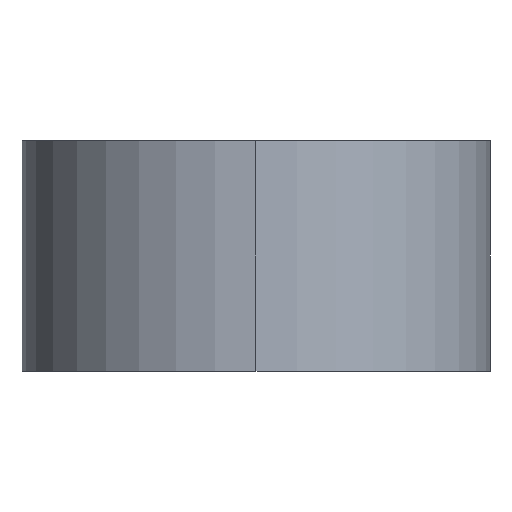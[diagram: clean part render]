
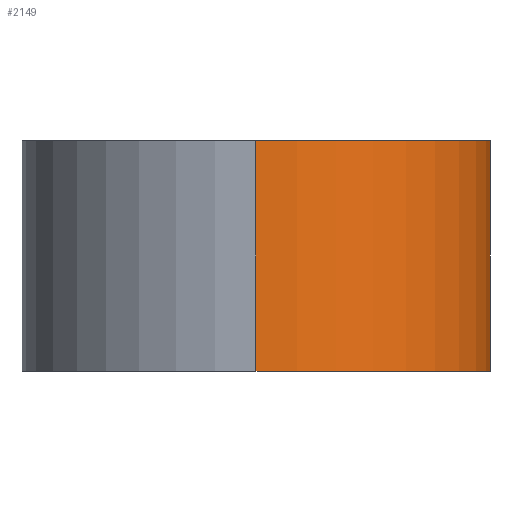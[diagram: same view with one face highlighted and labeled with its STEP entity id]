
A CAD part, left-side view. The second image highlights one B-rep face of the part: STEP entity #2149.
In plain terms, the highlighted cylindrical face has radius 6.2 mm (diameter 12.4 mm), a partial arc.
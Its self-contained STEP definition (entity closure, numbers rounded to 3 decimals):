
#130 = CARTESIAN_POINT ( 'NONE',  ( -18.9, 0., -3.05 ) ) ;
#273 = VECTOR ( 'NONE', #3295, 1000. ) ;
#288 = LINE ( 'NONE', #2893, #273 ) ;
#400 = VECTOR ( 'NONE', #2460, 1000. ) ;
#416 = LINE ( 'NONE', #2007, #400 ) ;
#458 = DIRECTION ( 'NONE',  ( 0., 0., 1. ) ) ;
#531 = CIRCLE ( 'NONE', #3316, 6.2 ) ;
#574 = EDGE_LOOP ( 'NONE', ( #4135, #3607, #3605, #3498 ) ) ;
#592 = CIRCLE ( 'NONE', #3142, 6.2 ) ;
#1292 = VERTEX_POINT ( 'NONE', #2458 ) ;
#1442 = CARTESIAN_POINT ( 'NONE',  ( -12.7, 0., -3.05 ) ) ;
#1784 = DIRECTION ( 'NONE',  ( 1., 0., 0. ) ) ;
#2007 = CARTESIAN_POINT ( 'NONE',  ( -12.7, -6.2, 42.832 ) ) ;
#2149 = ADVANCED_FACE ( 'NONE', ( #2419 ), #2409, .T. ) ;
#2189 = CARTESIAN_POINT ( 'NONE',  ( -12.7, -6.2, -3.05 ) ) ;
#2409 = CYLINDRICAL_SURFACE ( 'NONE', #2772, 6.2 ) ;
#2419 = FACE_OUTER_BOUND ( 'NONE', #574, .T. ) ;
#2458 = CARTESIAN_POINT ( 'NONE',  ( -12.7, -6.2, 3.05 ) ) ;
#2460 = DIRECTION ( 'NONE',  ( 0., 0., -1. ) ) ;
#2573 = CARTESIAN_POINT ( 'NONE',  ( -12.7, 0., 3.05 ) ) ;
#2642 = DIRECTION ( 'NONE',  ( 0., 0., -1. ) ) ;
#2684 = CARTESIAN_POINT ( 'NONE',  ( -12.7, 0., 42.832 ) ) ;
#2772 = AXIS2_PLACEMENT_3D ( 'NONE', #2684, #2642, #3049 ) ;
#2893 = CARTESIAN_POINT ( 'NONE',  ( -18.9, 0., 42.832 ) ) ;
#2923 = DIRECTION ( 'NONE',  ( 1., 0., 0. ) ) ;
#3049 = DIRECTION ( 'NONE',  ( -1., 0., 0. ) ) ;
#3142 = AXIS2_PLACEMENT_3D ( 'NONE', #2573, #458, #2923 ) ;
#3295 = DIRECTION ( 'NONE',  ( 0., 0., -1. ) ) ;
#3316 = AXIS2_PLACEMENT_3D ( 'NONE', #1442, #4180, #1784 ) ;
#3498 = ORIENTED_EDGE ( 'NONE', *, *, #3750, .F. ) ;
#3530 = EDGE_CURVE ( 'NONE', #4110, #1292, #592, .T. ) ;
#3605 = ORIENTED_EDGE ( 'NONE', *, *, #3609, .F. ) ;
#3607 = ORIENTED_EDGE ( 'NONE', *, *, #3866, .T. ) ;
#3609 = EDGE_CURVE ( 'NONE', #4604, #4427, #531, .T. ) ;
#3750 = EDGE_CURVE ( 'NONE', #1292, #4604, #416, .T. ) ;
#3866 = EDGE_CURVE ( 'NONE', #4110, #4427, #288, .T. ) ;
#4110 = VERTEX_POINT ( 'NONE', #4472 ) ;
#4135 = ORIENTED_EDGE ( 'NONE', *, *, #3530, .F. ) ;
#4180 = DIRECTION ( 'NONE',  ( 0., 0., -1. ) ) ;
#4427 = VERTEX_POINT ( 'NONE', #130 ) ;
#4472 = CARTESIAN_POINT ( 'NONE',  ( -18.9, 0., 3.05 ) ) ;
#4604 = VERTEX_POINT ( 'NONE', #2189 ) ;
